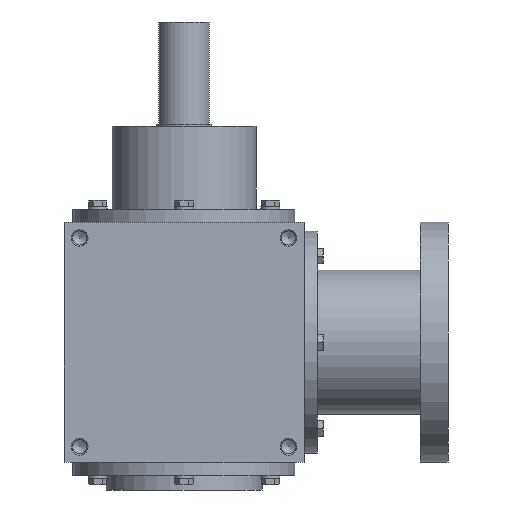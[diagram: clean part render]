
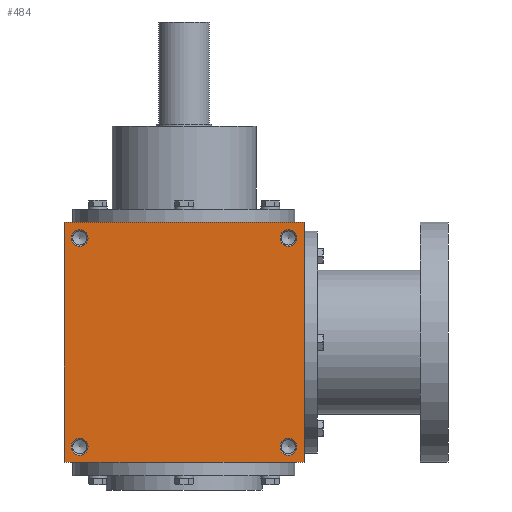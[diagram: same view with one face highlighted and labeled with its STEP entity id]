
A CAD part, front view. The second image highlights one B-rep face of the part: STEP entity #484.
In plain terms, the highlighted planar face has unit normal (0, -1, 0).
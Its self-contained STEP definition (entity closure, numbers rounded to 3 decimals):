
#484 = ADVANCED_FACE( '', ( #971, #972, #973, #974, #975 ), #976, .F. );
#971 = FACE_BOUND( '', #1672, .T. );
#972 = FACE_BOUND( '', #1673, .T. );
#973 = FACE_BOUND( '', #1674, .T. );
#974 = FACE_BOUND( '', #1675, .T. );
#975 = FACE_OUTER_BOUND( '', #1676, .T. );
#976 = PLANE( '', #1677 );
#1672 = EDGE_LOOP( '', ( #2437 ) );
#1673 = EDGE_LOOP( '', ( #2438 ) );
#1674 = EDGE_LOOP( '', ( #2439 ) );
#1675 = EDGE_LOOP( '', ( #2440 ) );
#1676 = EDGE_LOOP( '', ( #2441, #2442, #2443, #2444 ) );
#1677 = AXIS2_PLACEMENT_3D( '', #2445, #2446, #2447 );
#2437 = ORIENTED_EDGE( '', *, *, #3698, .T. );
#2438 = ORIENTED_EDGE( '', *, *, #3670, .T. );
#2439 = ORIENTED_EDGE( '', *, *, #3699, .F. );
#2440 = ORIENTED_EDGE( '', *, *, #3700, .F. );
#2441 = ORIENTED_EDGE( '', *, *, #3701, .T. );
#2442 = ORIENTED_EDGE( '', *, *, #3702, .F. );
#2443 = ORIENTED_EDGE( '', *, *, #3703, .F. );
#2444 = ORIENTED_EDGE( '', *, *, #3704, .T. );
#2445 = CARTESIAN_POINT( '', ( -100., -100., 100. ) );
#2446 = DIRECTION( '', ( 0., 1., 0. ) );
#2447 = DIRECTION( '', ( 0., 0., 1. ) );
#3670 = EDGE_CURVE( '', #4211, #4211, #4212, .T. );
#3698 = EDGE_CURVE( '', #4256, #4256, #4257, .T. );
#3699 = EDGE_CURVE( '', #4258, #4258, #4259, .T. );
#3700 = EDGE_CURVE( '', #4260, #4260, #4261, .T. );
#3701 = EDGE_CURVE( '', #4262, #4263, #4264, .T. );
#3702 = EDGE_CURVE( '', #4265, #4263, #4266, .T. );
#3703 = EDGE_CURVE( '', #4267, #4265, #4268, .T. );
#3704 = EDGE_CURVE( '', #4267, #4262, #4269, .T. );
#4211 = VERTEX_POINT( '', #4948 );
#4212 = CIRCLE( '', #4949, 7. );
#4256 = VERTEX_POINT( '', #5000 );
#4257 = CIRCLE( '', #5001, 7. );
#4258 = VERTEX_POINT( '', #5002 );
#4259 = CIRCLE( '', #5003, 7. );
#4260 = VERTEX_POINT( '', #5004 );
#4261 = CIRCLE( '', #5005, 7. );
#4262 = VERTEX_POINT( '', #5006 );
#4263 = VERTEX_POINT( '', #5007 );
#4264 = LINE( '', #5008, #5009 );
#4265 = VERTEX_POINT( '', #5010 );
#4266 = LINE( '', #5011, #5012 );
#4267 = VERTEX_POINT( '', #5013 );
#4268 = LINE( '', #5014, #5015 );
#4269 = LINE( '', #5016, #5017 );
#4948 = CARTESIAN_POINT( '', ( -87., -100., 94. ) );
#4949 = AXIS2_PLACEMENT_3D( '', #5911, #5912, #5913 );
#5000 = CARTESIAN_POINT( '', ( -87., -100., -80. ) );
#5001 = AXIS2_PLACEMENT_3D( '', #5968, #5969, #5970 );
#5002 = CARTESIAN_POINT( '', ( 87., -100., -94. ) );
#5003 = AXIS2_PLACEMENT_3D( '', #5971, #5972, #5973 );
#5004 = CARTESIAN_POINT( '', ( 87., -100., 80. ) );
#5005 = AXIS2_PLACEMENT_3D( '', #5974, #5975, #5976 );
#5006 = CARTESIAN_POINT( '', ( -100., -100., -100. ) );
#5007 = CARTESIAN_POINT( '', ( 100., -100., -100. ) );
#5008 = CARTESIAN_POINT( '', ( -100., -100., -100. ) );
#5009 = VECTOR( '', #5977, 1000. );
#5010 = CARTESIAN_POINT( '', ( 100., -100., 100. ) );
#5011 = CARTESIAN_POINT( '', ( 100., -100., 100. ) );
#5012 = VECTOR( '', #5978, 1000. );
#5013 = CARTESIAN_POINT( '', ( -100., -100., 100. ) );
#5014 = CARTESIAN_POINT( '', ( -100., -100., 100. ) );
#5015 = VECTOR( '', #5979, 1000. );
#5016 = CARTESIAN_POINT( '', ( -100., -100., 100. ) );
#5017 = VECTOR( '', #5980, 1000. );
#5911 = CARTESIAN_POINT( '', ( -87., -100., 87. ) );
#5912 = DIRECTION( '', ( 0., 1., 0. ) );
#5913 = DIRECTION( '', ( 0., 0., 1. ) );
#5968 = CARTESIAN_POINT( '', ( -87., -100., -87. ) );
#5969 = DIRECTION( '', ( 0., 1., 0. ) );
#5970 = DIRECTION( '', ( 0., 0., 1. ) );
#5971 = CARTESIAN_POINT( '', ( 87., -100., -87. ) );
#5972 = DIRECTION( '', ( 0., -1., 0. ) );
#5973 = DIRECTION( '', ( 0., 0., -1. ) );
#5974 = CARTESIAN_POINT( '', ( 87., -100., 87. ) );
#5975 = DIRECTION( '', ( 0., -1., 0. ) );
#5976 = DIRECTION( '', ( 0., 0., -1. ) );
#5977 = DIRECTION( '', ( 1., 0., 0. ) );
#5978 = DIRECTION( '', ( 0., 0., -1. ) );
#5979 = DIRECTION( '', ( 1., 0., 0. ) );
#5980 = DIRECTION( '', ( 0., 0., -1. ) );
